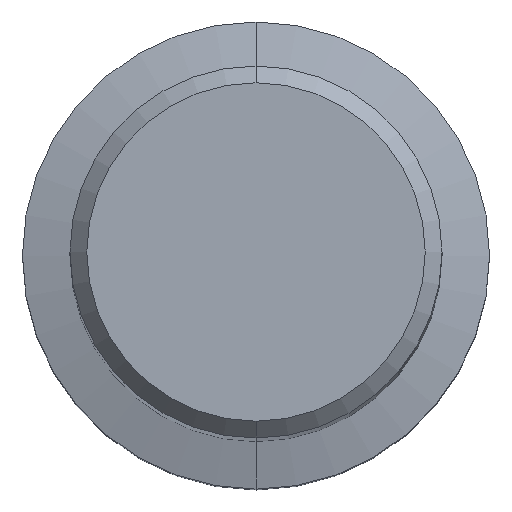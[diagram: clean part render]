
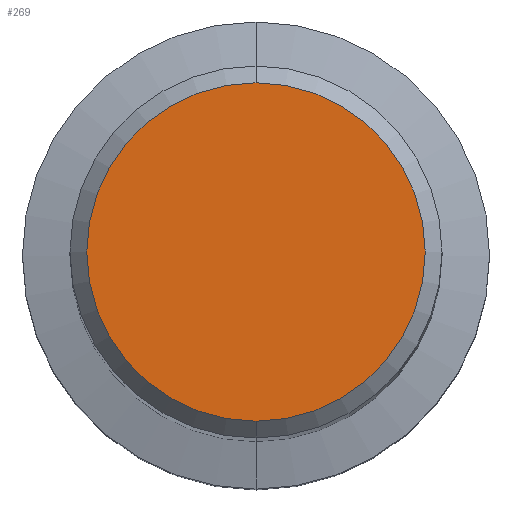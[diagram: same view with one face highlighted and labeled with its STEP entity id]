
A CAD part, top view. The second image highlights one B-rep face of the part: STEP entity #269.
In plain terms, the highlighted planar face has unit normal (0, 0, 1).
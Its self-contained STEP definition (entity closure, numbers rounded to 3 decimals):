
#185=VERTEX_POINT('',#392);
#189=VERTEX_POINT('',#396);
#239=EDGE_CURVE('',#189,#185,#451,.T.);
#269=ADVANCED_FACE('',(#485),#486,.T.);
#295=EDGE_CURVE('',#185,#189,#517,.T.);
#392=CARTESIAN_POINT('',(0.,-8.05,0.0));
#396=CARTESIAN_POINT('',(0.0,8.05,0.0));
#451=CIRCLE('',#700,8.05);
#485=FACE_OUTER_BOUND('',#747,.T.);
#486=PLANE('',#748);
#517=CIRCLE('',#788,8.05);
#700=AXIS2_PLACEMENT_3D('',#947,#948,#949);
#747=EDGE_LOOP('',(#1000,#1001));
#748=AXIS2_PLACEMENT_3D('',#1002,#1003,#1004);
#788=AXIS2_PLACEMENT_3D('',#1051,#1052,#1053);
#947=CARTESIAN_POINT('',(0.0,0.0,0.0));
#948=DIRECTION('',(0.0,0.0,-1.0));
#949=DIRECTION('',(0.0,1.0,0.0));
#1000=ORIENTED_EDGE('',*,*,#239,.F.);
#1001=ORIENTED_EDGE('',*,*,#295,.F.);
#1002=CARTESIAN_POINT('',(0.0,4.025,0.0));
#1003=DIRECTION('',(-0.0,0.0,1.0));
#1004=DIRECTION('',(0.0,-1.0,0.0));
#1051=CARTESIAN_POINT('',(0.0,0.0,0.0));
#1052=DIRECTION('',(0.0,0.0,-1.0));
#1053=DIRECTION('',(0.0,1.0,0.0));
